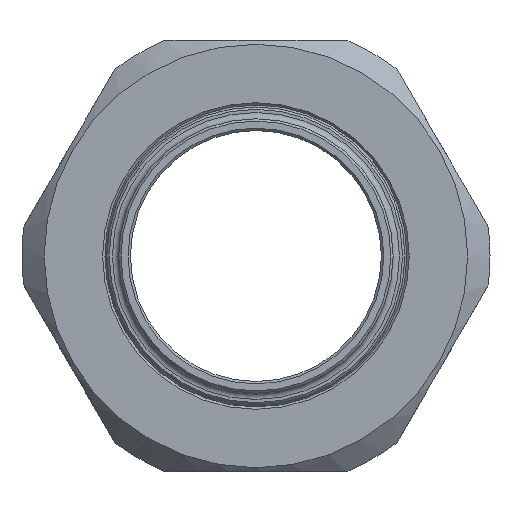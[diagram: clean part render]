
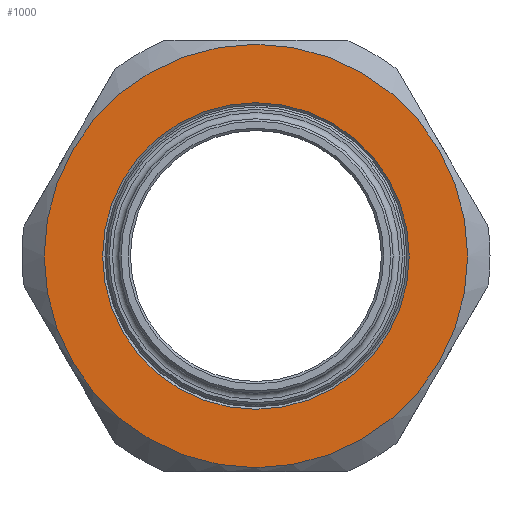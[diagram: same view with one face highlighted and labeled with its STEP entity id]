
A CAD part, left-side view. The second image highlights one B-rep face of the part: STEP entity #1000.
In plain terms, the highlighted planar face has unit normal (-1, 0, 0).
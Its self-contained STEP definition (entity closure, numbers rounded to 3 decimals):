
#36=FACE_BOUND('',#189,.T.);
#95=PLANE('',#1159);
#126=FACE_OUTER_BOUND('',#188,.T.);
#188=EDGE_LOOP('',(#763));
#189=EDGE_LOOP('',(#764));
#345=CIRCLE('',#1139,27.);
#355=CIRCLE('',#1158,19.55);
#442=VERTEX_POINT('',#1716);
#451=VERTEX_POINT('',#1751);
#554=EDGE_CURVE('',#442,#442,#345,.T.);
#568=EDGE_CURVE('',#451,#451,#355,.T.);
#763=ORIENTED_EDGE('',*,*,#554,.T.);
#764=ORIENTED_EDGE('',*,*,#568,.F.);
#1000=ADVANCED_FACE('',(#126,#36),#95,.T.);
#1139=AXIS2_PLACEMENT_3D('',#1718,#1332,#1333);
#1158=AXIS2_PLACEMENT_3D('',#1752,#1373,#1374);
#1159=AXIS2_PLACEMENT_3D('',#1754,#1376,#1377);
#1332=DIRECTION('center_axis',(-1.,0.,0.));
#1333=DIRECTION('ref_axis',(0.,1.,0.));
#1373=DIRECTION('center_axis',(-1.,0.,0.));
#1374=DIRECTION('ref_axis',(0.,0.,-1.));
#1376=DIRECTION('center_axis',(-1.,0.,0.));
#1377=DIRECTION('ref_axis',(0.,0.,1.));
#1716=CARTESIAN_POINT('',(-21.,-27.,0.));
#1718=CARTESIAN_POINT('Origin',(-21.,0.,0.));
#1751=CARTESIAN_POINT('',(-21.,0.,19.55));
#1752=CARTESIAN_POINT('Origin',(-21.,0.,0.));
#1754=CARTESIAN_POINT('Origin',(-21.,0.,0.));
